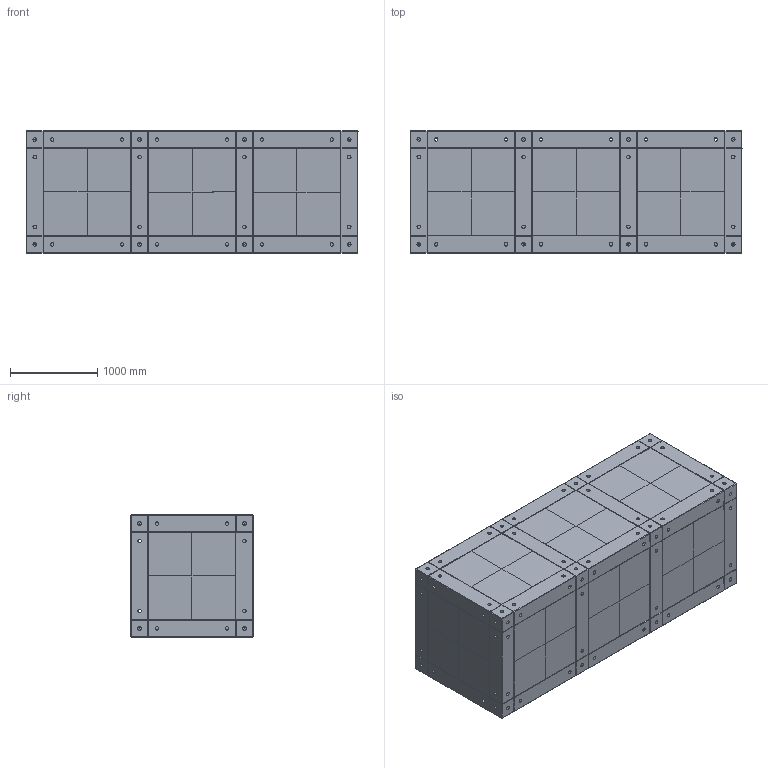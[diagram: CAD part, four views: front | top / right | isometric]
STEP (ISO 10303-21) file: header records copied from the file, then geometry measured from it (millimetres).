
FILE_DESCRIPTION(('FreeCAD Model'),'2;1');
FILE_NAME('Open CASCADE Shape Model','2022-04-12T18:37:40',('Author'),( ''),'Open CASCADE STEP processor 7.5','FreeCAD','Unknown');
FILE_SCHEMA(('AUTOMOTIVE_DESIGN { 1 0 10303 214 1 1 1 1 }'));
Products named in the file (1): SimpleAssemblyShape
Bounding box: 3800 x 1400 x 1400 mm (x, y, z)
Volume: 3366928024.7 mm3; surface area: 93479317.1 mm2
Topology: 88 solids, 96 shells, 3280 faces, 7865 edges, 4601 vertices
Faces by surface type: plane 2893, cylinder 376, cone 11
Full cylindrical faces by diameter (mm): 40 x376
Entity records: 206532 total; most frequent: CARTESIAN_POINT 45637, DIRECTION 29856, LINE 20164, VECTOR 20164, ORIENTED_EDGE 15730, PCURVE 15730, DEFINITIONAL_REPRESENTATION 15730, EDGE_CURVE 7865
